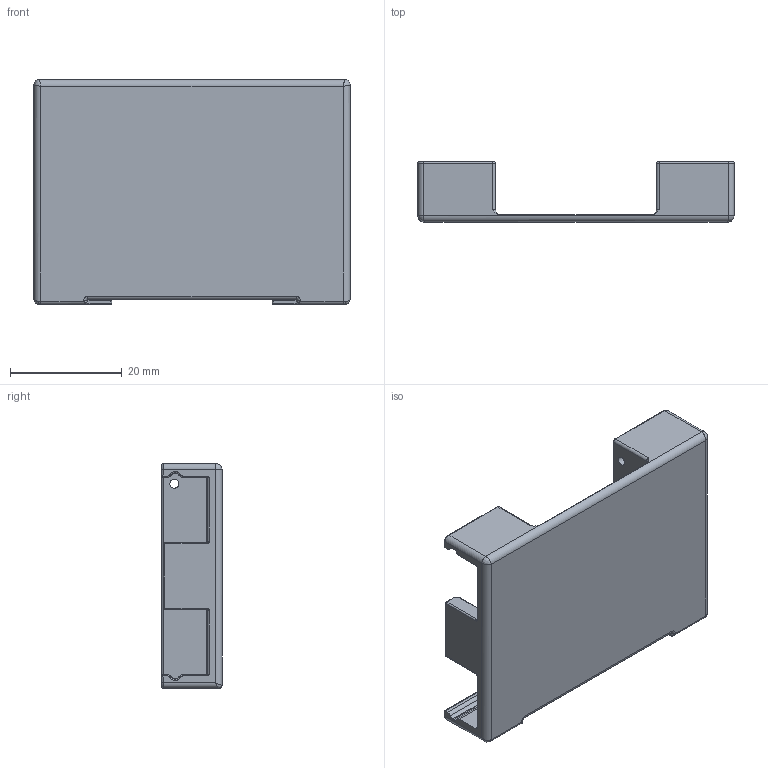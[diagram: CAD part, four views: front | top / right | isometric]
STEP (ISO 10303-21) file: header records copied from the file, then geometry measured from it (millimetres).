
FILE_DESCRIPTION(/* description */ (''),/* implementation_level */ '2;1');
FILE_NAME(/* name */ 'Clip middle.step',/* time_stamp */ '2021-10-14T03:44:46+05:00',/* author */ (''),/* organization */ (''),/* preprocessor_version */ 'ST-DEVELOPER v18.1',/* originating_system */ 'Autodesk Translation Framework v10.10.0.1391',/* authorisation */ '');
FILE_SCHEMA (('AUTOMOTIVE_DESIGN { 1 0 10303 214 3 1 1 }'));
Length unit declared in the file: millimetre
Products named in the file (1): Clip middle
Bounding box: 56.7 x 10.8 x 40.33 mm (x, y, z)
Volume: 6212.9 mm3; surface area: 7644.4 mm2
Topology: 1 solids, 1 shells, 263 faces, 615 edges, 346 vertices
Faces by surface type: cylinder 127, torus 58, plane 50, bspline 16, sphere 12
Full cylindrical faces by diameter (mm): 1.6 x2, 3.5 x2
Entity records: 7768 total; most frequent: CARTESIAN_POINT 1667, DIRECTION 1405, ORIENTED_EDGE 1210, EDGE_CURVE 605, AXIS2_PLACEMENT_3D 570, VERTEX_POINT 346, CIRCLE 302, EDGE_LOOP 269
